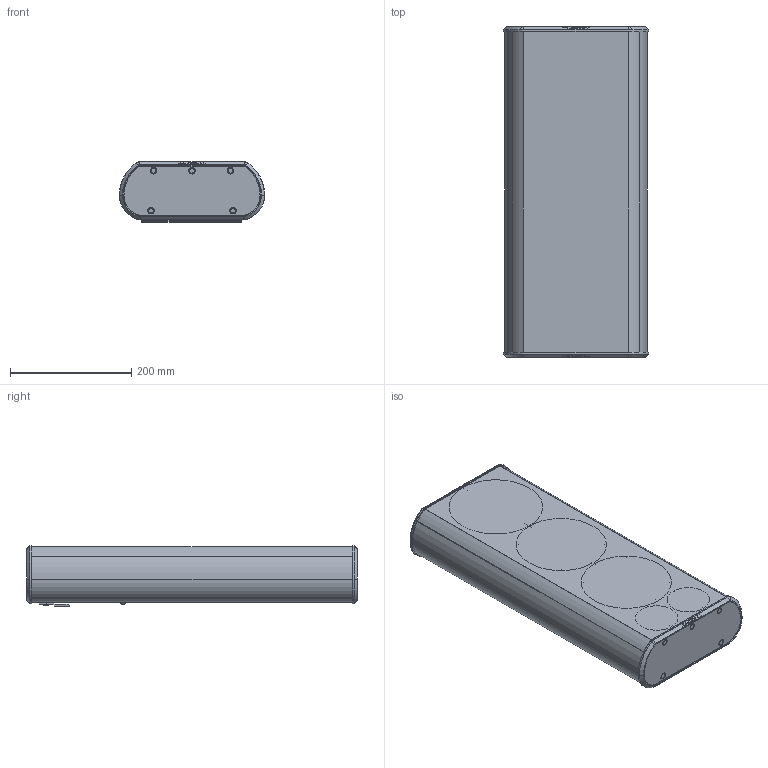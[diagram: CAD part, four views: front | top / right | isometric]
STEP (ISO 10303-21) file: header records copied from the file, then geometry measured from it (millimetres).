
FILE_DESCRIPTION (( 'STEP AP214' ), '1' );
FILE_NAME ('THEORY sb25 EXTERNAL COMPONENTS.STEP', '2020-12-17T17:33:32', ( '' ), ( '' ), 'SwSTEP 2.0', 'SolidWorks 2020', '' );
FILE_SCHEMA (( 'AUTOMOTIVE_DESIGN' ));
Length unit declared in the file: inch
Products named in the file (1): THEORY sb25 EXTERNAL COMPONENTS
Bounding box: 240.03 x 545.59 x 99.82 mm (x, y, z)
Surface area: 1651314.6 mm2 (no closed solid volume)
Topology: 0 solids, 73 shells, 2428 faces, 5907 edges, 3662 vertices
Faces by surface type: plane 918, cylinder 854, cone 410, torus 138, bspline 98, sphere 10
Entity records: 94435 total; most frequent: CARTESIAN_POINT 37510, ORIENTED_EDGE 11638, DIRECTION 11547, EDGE_CURVE 5823, AXIS2_PLACEMENT_3D 4275, VERTEX_POINT 3662, VECTOR 2997, LINE 2997
